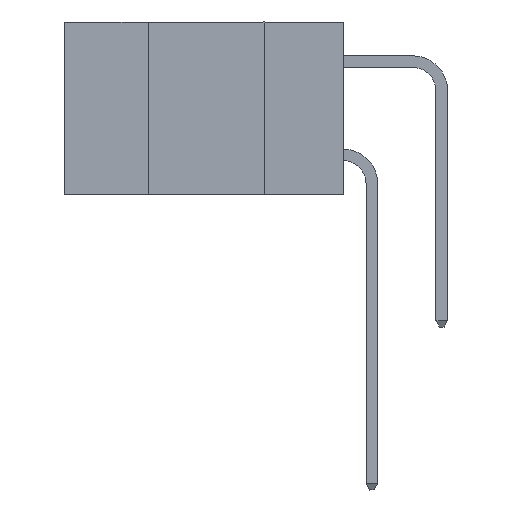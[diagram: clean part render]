
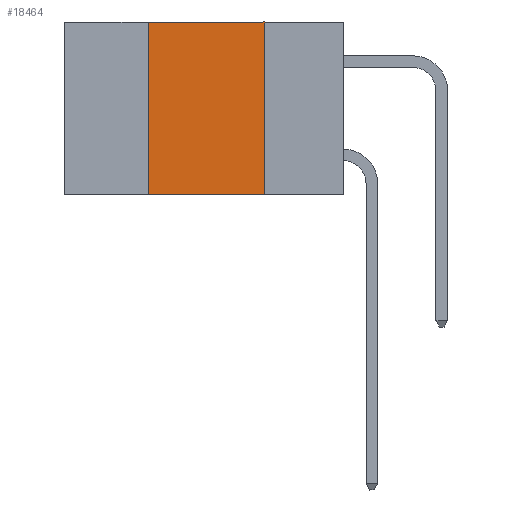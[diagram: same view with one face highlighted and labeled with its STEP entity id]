
A CAD part, left-side view. The second image highlights one B-rep face of the part: STEP entity #18464.
In plain terms, the highlighted planar face has unit normal (-1, 0, 0).
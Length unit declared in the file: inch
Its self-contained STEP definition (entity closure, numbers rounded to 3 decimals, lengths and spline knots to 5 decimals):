
#49 = VECTOR ( 'NONE', #303, 39.37008 ) ;
#303 = DIRECTION ( 'NONE',  ( 0., 0., 1. ) ) ;
#390 = CARTESIAN_POINT ( 'NONE',  ( 0., 0.42, -0.37 ) ) ;
#611 = VERTEX_POINT ( 'NONE', #6743 ) ;
#1313 = DIRECTION ( 'NONE',  ( 0., 0., -1. ) ) ;
#1437 = ORIENTED_EDGE ( 'NONE', *, *, #8443, .F. ) ;
#2087 = DIRECTION ( 'NONE',  ( 0., 0., -1. ) ) ;
#2851 = LINE ( 'NONE', #4700, #23650 ) ;
#2961 = ORIENTED_EDGE ( 'NONE', *, *, #4421, .T. ) ;
#4278 = ORIENTED_EDGE ( 'NONE', *, *, #13864, .F. ) ;
#4407 = LINE ( 'NONE', #25625, #24551 ) ;
#4421 = EDGE_CURVE ( 'NONE', #4778, #611, #2851, .T. ) ;
#4569 = DIRECTION ( 'NONE',  ( 0., -1., 0. ) ) ;
#4700 = CARTESIAN_POINT ( 'NONE',  ( 0., 0.6, -0.37 ) ) ;
#4778 = VERTEX_POINT ( 'NONE', #390 ) ;
#5407 = FACE_OUTER_BOUND ( 'NONE', #11739, .T. ) ;
#6743 = CARTESIAN_POINT ( 'NONE',  ( 0., 0.17, -0.37 ) ) ;
#7365 = AXIS2_PLACEMENT_3D ( 'NONE', #25423, #13371, #1313 ) ;
#8443 = EDGE_CURVE ( 'NONE', #4778, #24368, #21483, .T. ) ;
#9266 = PLANE ( 'NONE',  #7365 ) ;
#10410 = VERTEX_POINT ( 'NONE', #23147 ) ;
#11631 = VECTOR ( 'NONE', #2087, 39.37008 ) ;
#11739 = EDGE_LOOP ( 'NONE', ( #18750, #4278, #1437, #2961 ) ) ;
#12323 = CARTESIAN_POINT ( 'NONE',  ( 0., 0.42, -0.37 ) ) ;
#13360 = EDGE_CURVE ( 'NONE', #10410, #611, #21780, .T. ) ;
#13371 = DIRECTION ( 'NONE',  ( 1., 0., 0. ) ) ;
#13864 = EDGE_CURVE ( 'NONE', #24368, #10410, #4407, .T. ) ;
#15534 = CARTESIAN_POINT ( 'NONE',  ( 0., 0.42, 0. ) ) ;
#17632 = DIRECTION ( 'NONE',  ( 0., -1., 0. ) ) ;
#18464 = ADVANCED_FACE ( 'NONE', ( #5407 ), #9266, .F. ) ;
#18750 = ORIENTED_EDGE ( 'NONE', *, *, #13360, .F. ) ;
#20238 = CARTESIAN_POINT ( 'NONE',  ( 0., 0.17, -0.37 ) ) ;
#21483 = LINE ( 'NONE', #12323, #49 ) ;
#21780 = LINE ( 'NONE', #20238, #11631 ) ;
#23147 = CARTESIAN_POINT ( 'NONE',  ( 0., 0.17, 0. ) ) ;
#23650 = VECTOR ( 'NONE', #4569, 39.37008 ) ;
#24368 = VERTEX_POINT ( 'NONE', #15534 ) ;
#24551 = VECTOR ( 'NONE', #17632, 39.37008 ) ;
#25423 = CARTESIAN_POINT ( 'NONE',  ( 0., 0.6, 0. ) ) ;
#25625 = CARTESIAN_POINT ( 'NONE',  ( 0., 0.6, 0. ) ) ;
